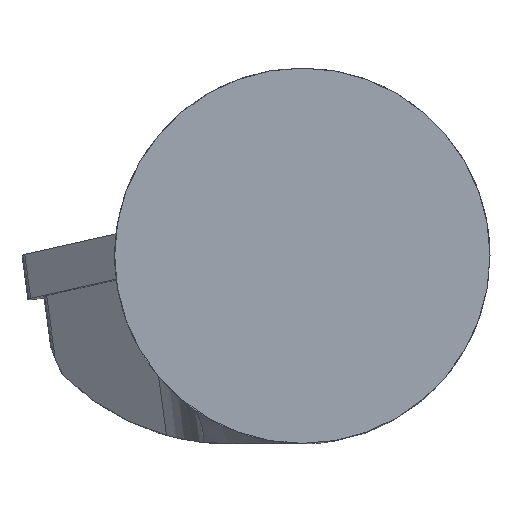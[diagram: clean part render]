
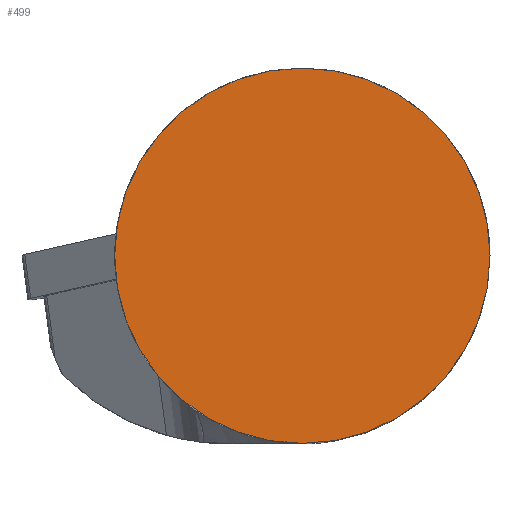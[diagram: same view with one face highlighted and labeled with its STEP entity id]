
A CAD part, top view. The second image highlights one B-rep face of the part: STEP entity #499.
In plain terms, the highlighted planar face has unit normal (0, 0, 1).
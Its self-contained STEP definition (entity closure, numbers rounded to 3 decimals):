
#123=PLANE('',#1849);
#187=CIRCLE('',#1775,20.);
#499=ADVANCED_FACE('',(#604),#123,.T.);
#604=FACE_OUTER_BOUND('',#693,.T.);
#693=EDGE_LOOP('',(#1044));
#1044=ORIENTED_EDGE('',*,*,#1482,.T.);
#1323=VERTEX_POINT('',#2607);
#1482=EDGE_CURVE('',#1323,#1323,#187,.T.);
#1775=AXIS2_PLACEMENT_3D('',#2606,#1943,#1944);
#1849=AXIS2_PLACEMENT_3D('',#2883,#2140,#2141);
#1943=DIRECTION('',(0.,0.,1.));
#1944=DIRECTION('',(1.,0.,0.));
#2140=DIRECTION('',(0.,0.,1.));
#2141=DIRECTION('',(1.,0.,0.));
#2606=CARTESIAN_POINT('',(0.,0.,0.));
#2607=CARTESIAN_POINT('',(20.,0.,0.));
#2883=CARTESIAN_POINT('',(0.,0.,0.));
